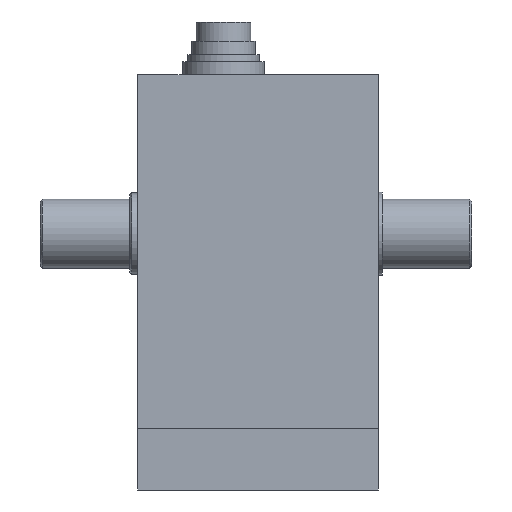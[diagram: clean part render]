
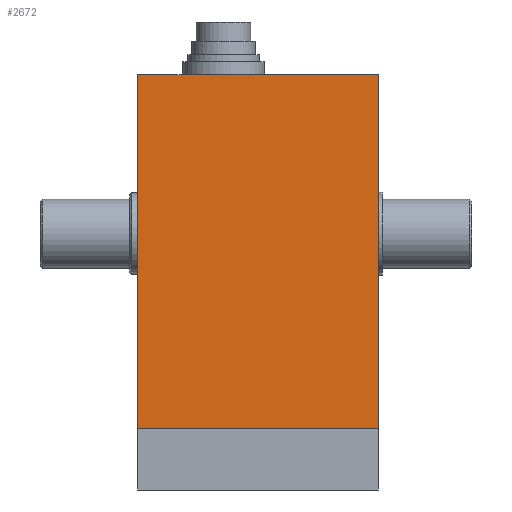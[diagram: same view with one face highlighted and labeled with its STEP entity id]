
A CAD part, front view. The second image highlights one B-rep face of the part: STEP entity #2672.
In plain terms, the highlighted face is planar.
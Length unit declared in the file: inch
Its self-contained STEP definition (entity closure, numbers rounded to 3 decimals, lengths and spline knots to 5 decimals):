
#1446=CARTESIAN_POINT('',(1.45783,0.74606,2.2852));
#1447=VERTEX_POINT('',#1446);
#1454=CARTESIAN_POINT('',(-0.865,0.74606,2.2852));
#1455=VERTEX_POINT('',#1454);
#1456=CARTESIAN_POINT('',(-0.865,0.74606,2.2852));
#1457=DIRECTION('',(1.0,0.0,0.0));
#1458=VECTOR('',#1457,2.32283);
#1459=LINE('',#1456,#1458);
#1460=EDGE_CURVE('',#1455,#1447,#1459,.T.);
#1937=CARTESIAN_POINT('',(1.45783,0.74606,-1.14));
#1938=VERTEX_POINT('',#1937);
#1945=CARTESIAN_POINT('',(1.45783,0.74606,2.2852));
#1946=DIRECTION('',(0.0,0.0,-1.0));
#1947=VECTOR('',#1946,3.4252);
#1948=LINE('',#1945,#1947);
#1949=EDGE_CURVE('',#1447,#1938,#1948,.T.);
#2624=CARTESIAN_POINT('',(-0.865,0.74606,-1.14));
#2625=VERTEX_POINT('',#2624);
#2632=CARTESIAN_POINT('',(-0.865,0.74606,-1.14));
#2633=DIRECTION('',(1.0,0.0,0.0));
#2634=VECTOR('',#2633,2.32283);
#2635=LINE('',#2632,#2634);
#2636=EDGE_CURVE('',#2625,#1938,#2635,.T.);
#2656=CARTESIAN_POINT('',(-0.865,0.74606,1.81276));
#2657=DIRECTION('',(0.0,1.0,0.0));
#2658=DIRECTION('',(0.0,0.0,1.0));
#2659=AXIS2_PLACEMENT_3D('',#2656,#2657,#2658);
#2660=PLANE('',#2659);
#2661=ORIENTED_EDGE('',*,*,#1949,.T.);
#2662=ORIENTED_EDGE('',*,*,#2636,.F.);
#2663=CARTESIAN_POINT('',(-0.865,0.74606,2.2852));
#2664=DIRECTION('',(0.0,0.0,-1.0));
#2665=VECTOR('',#2664,3.4252);
#2666=LINE('',#2663,#2665);
#2667=EDGE_CURVE('',#1455,#2625,#2666,.T.);
#2668=ORIENTED_EDGE('',*,*,#2667,.F.);
#2669=ORIENTED_EDGE('',*,*,#1460,.T.);
#2670=EDGE_LOOP('',(#2661,#2662,#2668,#2669));
#2671=FACE_OUTER_BOUND('',#2670,.T.);
#2672=ADVANCED_FACE('',(#2671),#2660,.T.);
